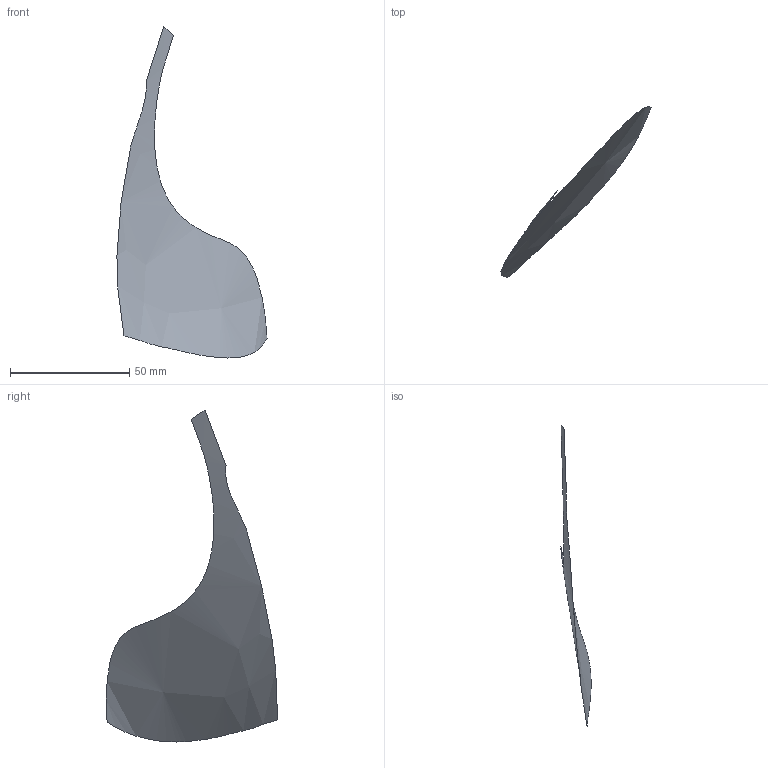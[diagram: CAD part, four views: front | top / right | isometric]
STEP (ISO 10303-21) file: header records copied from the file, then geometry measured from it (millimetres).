
FILE_DESCRIPTION(('Open CASCADE Model'),'2;1');
FILE_NAME('Open CASCADE Shape Model','2017-03-17T23:05:25',('Author'),( 'Open CASCADE'),'Open CASCADE STEP processor 6.8','Open CASCADE 6.8' ,'Unknown');
FILE_SCHEMA(('AUTOMOTIVE_DESIGN_CC2 { 1 2 10303 214 -1 1 5 4 }'));
Length unit declared in the file: millimetre
Products named in the file (1): Open CASCADE STEP translator 6.8 970
Bounding box: 62.95 x 71.79 x 139.18 mm (x, y, z)
Surface area: 6068 mm2 (no closed solid volume)
Topology: 0 solids, 1 shells, 1 faces, 64 edges, 64 vertices
Faces by surface type: bspline 1
Entity records: 2659 total; most frequent: CARTESIAN_POINT 2126, B_SPLINE_CURVE_WITH_KNOTS 128, ORIENTED_EDGE 64, EDGE_CURVE 64, VERTEX_POINT 64, SURFACE_CURVE 64, PCURVE 64, DEFINITIONAL_REPRESENTATION 64
